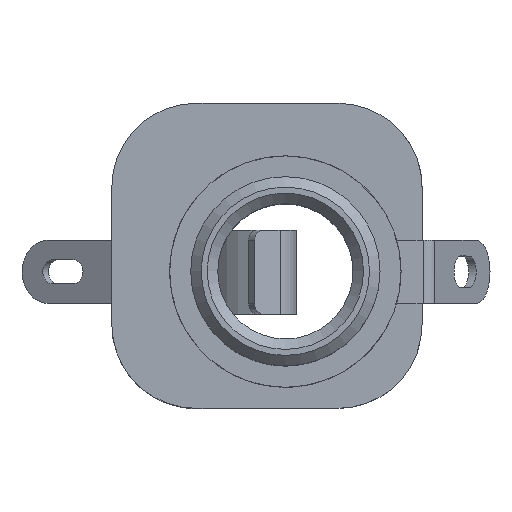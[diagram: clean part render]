
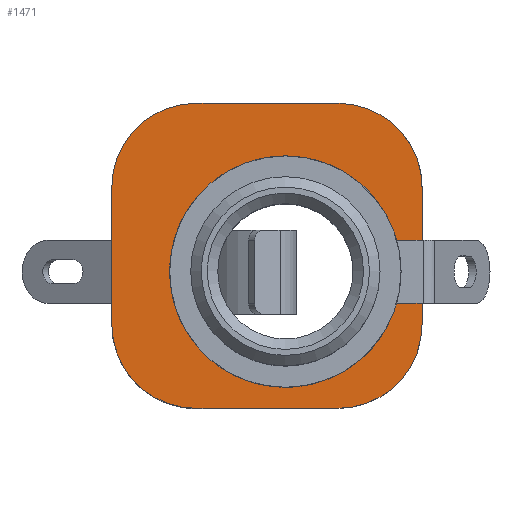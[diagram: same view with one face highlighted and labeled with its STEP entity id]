
A CAD part, top view. The second image highlights one B-rep face of the part: STEP entity #1471.
In plain terms, the highlighted planar face has unit normal (0, 0, 1).
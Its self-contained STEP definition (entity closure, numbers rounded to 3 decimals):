
#548 = EDGE_CURVE('',#549,#551,#553,.T.);
#549 = VERTEX_POINT('',#550);
#550 = CARTESIAN_POINT('',(2.5,8.,9.));
#551 = VERTEX_POINT('',#552);
#552 = CARTESIAN_POINT('',(6.5,4.,9.));
#553 = CIRCLE('',#554,4.);
#554 = AXIS2_PLACEMENT_3D('',#555,#556,#557);
#555 = CARTESIAN_POINT('',(2.5,4.,9.));
#556 = DIRECTION('',(0.,0.,-1.));
#557 = DIRECTION('',(0.707,0.707,0.));
#583 = VERTEX_POINT('',#584);
#584 = CARTESIAN_POINT('',(6.5,1.5,9.));
#617 = VERTEX_POINT('',#618);
#618 = CARTESIAN_POINT('',(6.5,-1.5,9.));
#624 = EDGE_CURVE('',#617,#625,#627,.T.);
#625 = VERTEX_POINT('',#626);
#626 = CARTESIAN_POINT('',(6.5,-2.5,9.));
#627 = LINE('',#628,#629);
#628 = CARTESIAN_POINT('',(6.5,-6.5,9.));
#629 = VECTOR('',#630,1.);
#630 = DIRECTION('',(0.,-1.,0.));
#640 = EDGE_CURVE('',#551,#583,#641,.T.);
#641 = LINE('',#642,#643);
#642 = CARTESIAN_POINT('',(6.5,-6.5,9.));
#643 = VECTOR('',#644,1.);
#644 = DIRECTION('',(0.,-1.,0.));
#654 = EDGE_CURVE('',#625,#655,#657,.T.);
#655 = VERTEX_POINT('',#656);
#656 = CARTESIAN_POINT('',(2.5,-6.5,9.));
#657 = CIRCLE('',#658,4.);
#658 = AXIS2_PLACEMENT_3D('',#659,#660,#661);
#659 = CARTESIAN_POINT('',(2.5,-2.5,9.));
#660 = DIRECTION('',(0.,0.,-1.));
#661 = DIRECTION('',(0.707,-0.707,0.));
#680 = EDGE_CURVE('',#655,#681,#683,.T.);
#681 = VERTEX_POINT('',#682);
#682 = CARTESIAN_POINT('',(-4.25,-6.5,9.));
#683 = LINE('',#684,#685);
#684 = CARTESIAN_POINT('',(-8.25,-6.5,9.));
#685 = VECTOR('',#686,1.);
#686 = DIRECTION('',(-1.,0.,0.));
#833 = EDGE_CURVE('',#681,#834,#836,.T.);
#834 = VERTEX_POINT('',#835);
#835 = CARTESIAN_POINT('',(-8.25,-2.5,9.));
#836 = CIRCLE('',#837,4.);
#837 = AXIS2_PLACEMENT_3D('',#838,#839,#840);
#838 = CARTESIAN_POINT('',(-4.25,-2.5,9.));
#839 = DIRECTION('',(0.,0.,-1.));
#840 = DIRECTION('',(-0.707,-0.707,0.));
#903 = EDGE_CURVE('',#834,#904,#906,.T.);
#904 = VERTEX_POINT('',#905);
#905 = CARTESIAN_POINT('',(-8.25,4.,9.));
#906 = LINE('',#907,#908);
#907 = CARTESIAN_POINT('',(-8.25,8.,9.));
#908 = VECTOR('',#909,1.);
#909 = DIRECTION('',(0.,1.,0.));
#1249 = EDGE_CURVE('',#904,#1250,#1252,.T.);
#1250 = VERTEX_POINT('',#1251);
#1251 = CARTESIAN_POINT('',(-4.25,8.,9.));
#1252 = CIRCLE('',#1253,4.);
#1253 = AXIS2_PLACEMENT_3D('',#1254,#1255,#1256);
#1254 = CARTESIAN_POINT('',(-4.25,4.,9.));
#1255 = DIRECTION('',(0.,0.,-1.));
#1256 = DIRECTION('',(-0.707,0.707,0.));
#1284 = EDGE_CURVE('',#1250,#549,#1285,.T.);
#1285 = LINE('',#1286,#1287);
#1286 = CARTESIAN_POINT('',(6.5,8.,9.));
#1287 = VECTOR('',#1288,1.);
#1288 = DIRECTION('',(1.,0.,0.));
#1471 = ADVANCED_FACE('',(#1472),#1506,.T.);
#1472 = FACE_BOUND('',#1473,.T.);
#1473 = EDGE_LOOP('',(#1474,#1482,#1483,#1484,#1485,#1486,#1487,#1488,
    #1489,#1490,#1491,#1499));
#1474 = ORIENTED_EDGE('',*,*,#1475,.T.);
#1475 = EDGE_CURVE('',#1476,#583,#1478,.T.);
#1476 = VERTEX_POINT('',#1477);
#1477 = CARTESIAN_POINT('',(5.292,1.5,9.));
#1478 = LINE('',#1479,#1480);
#1479 = CARTESIAN_POINT('',(2.51,1.5,9.));
#1480 = VECTOR('',#1481,1.);
#1481 = DIRECTION('',(1.,0.,0.));
#1482 = ORIENTED_EDGE('',*,*,#640,.F.);
#1483 = ORIENTED_EDGE('',*,*,#548,.F.);
#1484 = ORIENTED_EDGE('',*,*,#1284,.F.);
#1485 = ORIENTED_EDGE('',*,*,#1249,.F.);
#1486 = ORIENTED_EDGE('',*,*,#903,.F.);
#1487 = ORIENTED_EDGE('',*,*,#833,.F.);
#1488 = ORIENTED_EDGE('',*,*,#680,.F.);
#1489 = ORIENTED_EDGE('',*,*,#654,.F.);
#1490 = ORIENTED_EDGE('',*,*,#624,.F.);
#1491 = ORIENTED_EDGE('',*,*,#1492,.T.);
#1492 = EDGE_CURVE('',#617,#1493,#1495,.T.);
#1493 = VERTEX_POINT('',#1494);
#1494 = CARTESIAN_POINT('',(5.292,-1.5,9.));
#1495 = LINE('',#1496,#1497);
#1496 = CARTESIAN_POINT('',(2.51,-1.5,9.));
#1497 = VECTOR('',#1498,1.);
#1498 = DIRECTION('',(-1.,0.,0.));
#1499 = ORIENTED_EDGE('',*,*,#1500,.T.);
#1500 = EDGE_CURVE('',#1493,#1476,#1501,.T.);
#1501 = CIRCLE('',#1502,5.5);
#1502 = AXIS2_PLACEMENT_3D('',#1503,#1504,#1505);
#1503 = CARTESIAN_POINT('',(0.,0.,9.));
#1504 = DIRECTION('',(0.,0.,-1.));
#1505 = DIRECTION('',(1.,0.,0.));
#1506 = PLANE('',#1507);
#1507 = AXIS2_PLACEMENT_3D('',#1508,#1509,#1510);
#1508 = CARTESIAN_POINT('',(-0.875,0.75,9.));
#1509 = DIRECTION('',(0.,0.,1.));
#1510 = DIRECTION('',(1.,0.,0.));
